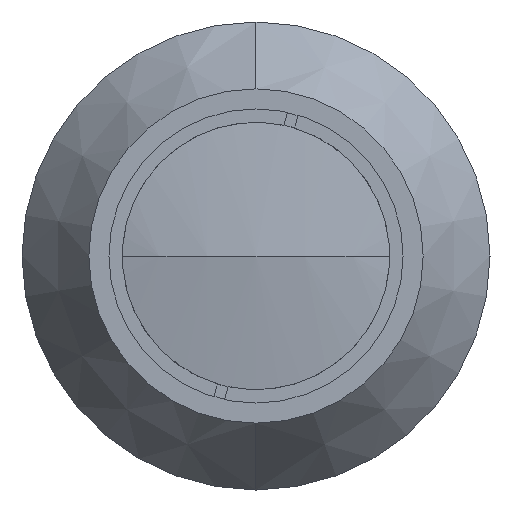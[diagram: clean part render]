
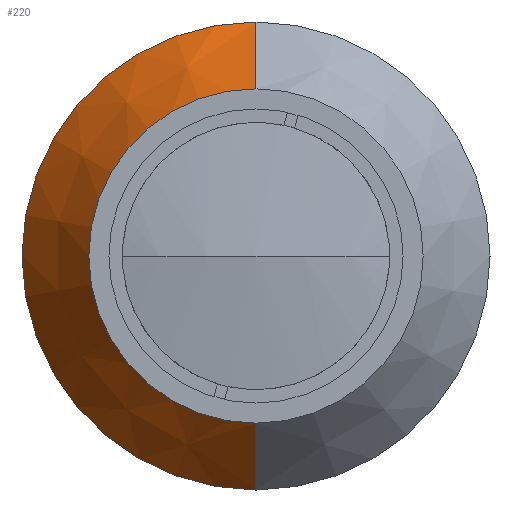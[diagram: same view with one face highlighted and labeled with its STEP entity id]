
A CAD part, left-side view. The second image highlights one B-rep face of the part: STEP entity #220.
In plain terms, the highlighted conical face has half-angle 35 degrees and reference radius 21 mm.
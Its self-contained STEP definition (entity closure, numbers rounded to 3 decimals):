
#131 = DIRECTION ( 'NONE',  ( 0.819, 0., -0.574 ) ) ;
#181 = DIRECTION ( 'NONE',  ( 0., 0., 1. ) ) ;
#220 = ADVANCED_FACE ( 'NONE', ( #3740 ), #2495, .T. ) ;
#254 = DIRECTION ( 'NONE',  ( 1., 0., 0. ) ) ;
#459 = ORIENTED_EDGE ( 'NONE', *, *, #1539, .F. ) ;
#463 = LINE ( 'NONE', #3259, #2880 ) ;
#563 = ORIENTED_EDGE ( 'NONE', *, *, #2797, .T. ) ;
#565 = DIRECTION ( 'NONE',  ( 0., 0., -1. ) ) ;
#570 = AXIS2_PLACEMENT_3D ( 'NONE', #3670, #254, #565 ) ;
#610 = DIRECTION ( 'NONE',  ( -1., 0., 0. ) ) ;
#809 = VECTOR ( 'NONE', #131, 1000. ) ;
#850 = ORIENTED_EDGE ( 'NONE', *, *, #1995, .T. ) ;
#1057 = ORIENTED_EDGE ( 'NONE', *, *, #1154, .F. ) ;
#1073 = DIRECTION ( 'NONE',  ( 0.819, 0., 0.574 ) ) ;
#1154 = EDGE_CURVE ( 'NONE', #3473, #2261, #1231, .T. ) ;
#1204 = CIRCLE ( 'NONE', #3368, 15. ) ;
#1231 = LINE ( 'NONE', #3544, #809 ) ;
#1496 = AXIS2_PLACEMENT_3D ( 'NONE', #3895, #2124, #181 ) ;
#1539 = EDGE_CURVE ( 'NONE', #3655, #3473, #1204, .T. ) ;
#1587 = CARTESIAN_POINT ( 'NONE',  ( 15., 0., 15. ) ) ;
#1754 = CIRCLE ( 'NONE', #1496, 21. ) ;
#1995 = EDGE_CURVE ( 'NONE', #2058, #2261, #1754, .T. ) ;
#2058 = VERTEX_POINT ( 'NONE', #2738 ) ;
#2124 = DIRECTION ( 'NONE',  ( -1., 0., 0. ) ) ;
#2261 = VERTEX_POINT ( 'NONE', #3969 ) ;
#2495 = CONICAL_SURFACE ( 'NONE', #570, 21., 0.611 ) ;
#2509 = CARTESIAN_POINT ( 'NONE',  ( 15., 0., 0. ) ) ;
#2656 = CARTESIAN_POINT ( 'NONE',  ( 15., 0., -15. ) ) ;
#2738 = CARTESIAN_POINT ( 'NONE',  ( 23.569, 0., 21. ) ) ;
#2761 = EDGE_LOOP ( 'NONE', ( #459, #563, #850, #1057 ) ) ;
#2797 = EDGE_CURVE ( 'NONE', #3655, #2058, #463, .T. ) ;
#2821 = DIRECTION ( 'NONE',  ( 0., 0., 1. ) ) ;
#2880 = VECTOR ( 'NONE', #1073, 1000. ) ;
#3259 = CARTESIAN_POINT ( 'NONE',  ( 23.569, 0., 21. ) ) ;
#3368 = AXIS2_PLACEMENT_3D ( 'NONE', #2509, #610, #2821 ) ;
#3473 = VERTEX_POINT ( 'NONE', #2656 ) ;
#3544 = CARTESIAN_POINT ( 'NONE',  ( 23.569, 0., -21. ) ) ;
#3655 = VERTEX_POINT ( 'NONE', #1587 ) ;
#3670 = CARTESIAN_POINT ( 'NONE',  ( 23.569, 0., 0. ) ) ;
#3740 = FACE_OUTER_BOUND ( 'NONE', #2761, .T. ) ;
#3895 = CARTESIAN_POINT ( 'NONE',  ( 23.569, 0., 0. ) ) ;
#3969 = CARTESIAN_POINT ( 'NONE',  ( 23.569, 0., -21. ) ) ;
